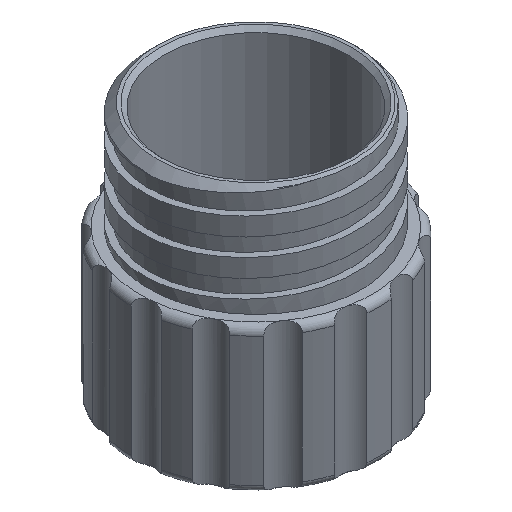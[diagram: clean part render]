
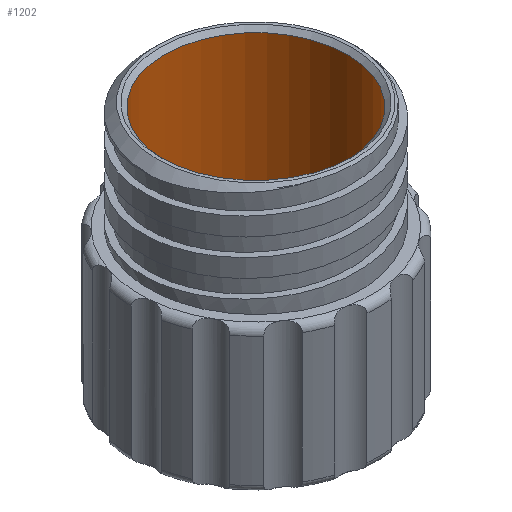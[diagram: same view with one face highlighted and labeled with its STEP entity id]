
A CAD part, isometric view. The second image highlights one B-rep face of the part: STEP entity #1202.
In plain terms, the highlighted cylindrical face has radius 8.065 mm (diameter 16.129 mm), a full revolution.
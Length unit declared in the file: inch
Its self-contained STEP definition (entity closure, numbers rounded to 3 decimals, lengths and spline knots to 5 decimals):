
#68=FACE_BOUND($,#242,.T.);
#77=CIRCLE($,#1279,0.3175);
#87=CIRCLE($,#1293,0.3175);
#162=FACE_OUTER_BOUND($,#241,.T.);
#241=EDGE_LOOP($,(#832));
#242=EDGE_LOOP($,(#833));
#485=VERTEX_POINT($,#2157);
#508=VERTEX_POINT($,#2358);
#614=EDGE_CURVE($,#485,#485,#77,.T.);
#638=EDGE_CURVE($,#508,#508,#87,.T.);
#832=ORIENTED_EDGE($,*,*,#638,.F.);
#833=ORIENTED_EDGE($,*,*,#614,.T.);
#1164=CYLINDRICAL_SURFACE($,#1292,0.3175);
#1202=ADVANCED_FACE($,(#162,#68),#1164,.F.);
#1279=AXIS2_PLACEMENT_3D($,#2158,#1445,#1446);
#1292=AXIS2_PLACEMENT_3D($,#2357,#1471,#1472);
#1293=AXIS2_PLACEMENT_3D($,#2359,#1473,#1474);
#1445=DIRECTION('center_axis',(0.,0.,1.));
#1446=DIRECTION('ref_axis',(-1.,0.,0.));
#1471=DIRECTION('center_axis',(0.,0.,1.));
#1472=DIRECTION('ref_axis',(1.,0.,0.));
#1473=DIRECTION('center_axis',(0.,0.,1.));
#1474=DIRECTION('ref_axis',(0.,-1.,0.));
#2157=CARTESIAN_POINT('',(0.3175,0.,0.4225));
#2158=CARTESIAN_POINT('Origin',(0.,0.,0.4225));
#2357=CARTESIAN_POINT('Origin',(0.,0.,0.4375));
#2358=CARTESIAN_POINT('',(0.3175,0.,-0.1105));
#2359=CARTESIAN_POINT('Origin',(0.,0.,-0.1105));
